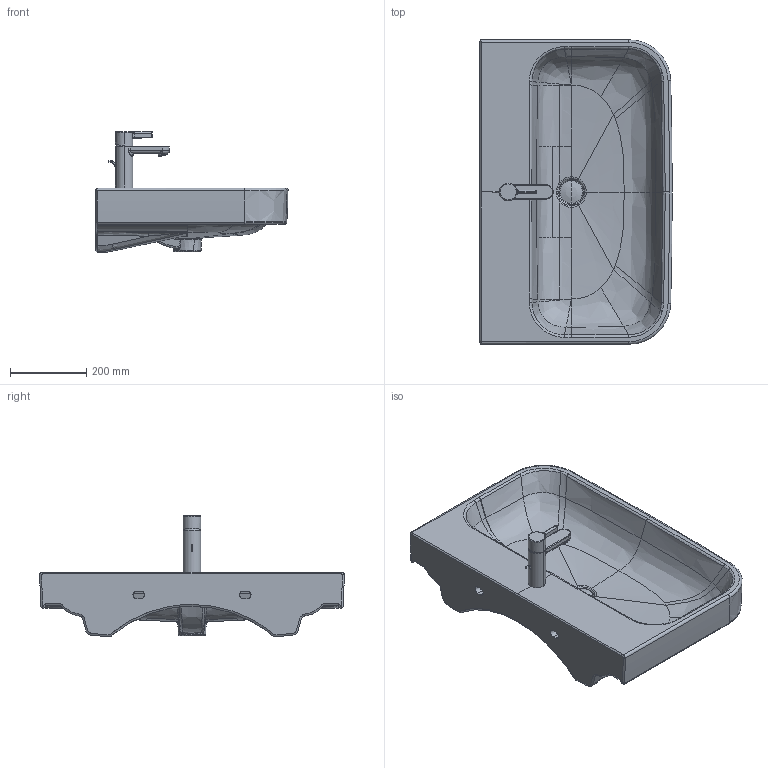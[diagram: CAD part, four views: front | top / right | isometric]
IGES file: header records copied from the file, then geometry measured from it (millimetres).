
Global section: file name: No Iges File Name specified; native system: Autodesk Inventor 2011; preprocessor: AutoDesk Inventor Iges Exporter R2011; author: Administrator; date: 20130527.130508; units: millimetre
Bounding box: 504.83 x 799.8 x 317.89 mm (x, y, z)
Volume: 17963082.4 mm3; surface area: 1376256.4 mm2
Topology: 7 solids, 7 shells, 597 faces, 1465 edges, 873 vertices
Faces by surface type: bspline 329, plane 98, revolution 70, cylinder 56, torus 29, cone 13, sphere 2
